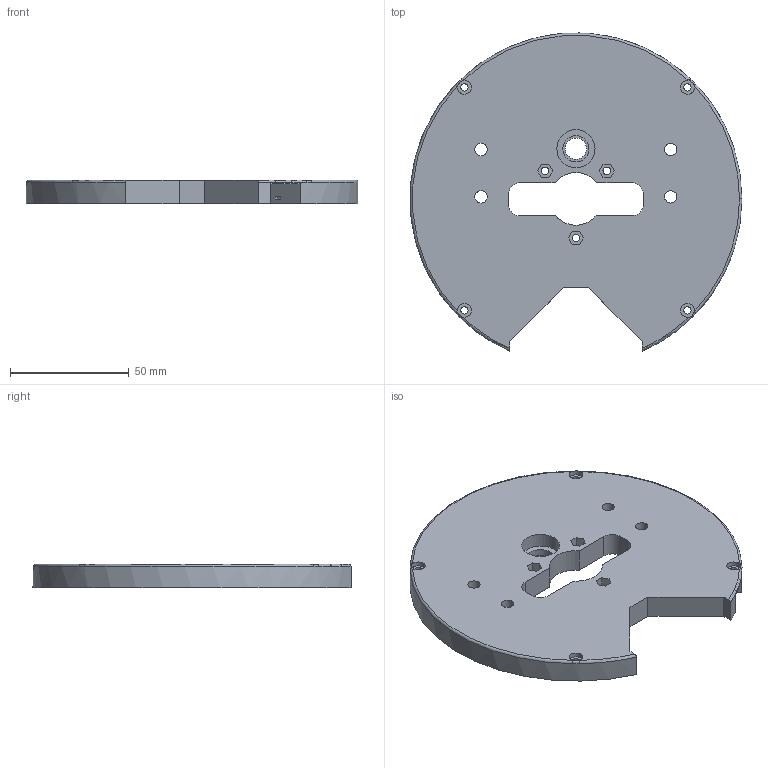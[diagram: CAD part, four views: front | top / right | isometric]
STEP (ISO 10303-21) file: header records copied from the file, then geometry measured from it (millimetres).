
FILE_DESCRIPTION(('FreeCAD Model'),'2;1');
FILE_NAME('Open CASCADE Shape Model','2022-02-10T14:47:11',('Author'),( ''),'Open CASCADE STEP processor 7.5','FreeCAD','Unknown');
FILE_SCHEMA(('AUTOMOTIVE_DESIGN { 1 0 10303 214 1 1 1 1 }'));
Length unit declared in the file: millimetre
Products named in the file (1): Z_BotPlate_withFillet
Bounding box: 139.93 x 134.14 x 10 mm (x, y, z)
Volume: 97737.8 mm3; surface area: 38418.6 mm2
Topology: 1 solids, 1 shells, 144 faces, 365 edges, 240 vertices
Faces by surface type: plane 97, cylinder 37, torus 6, bspline 4
Full cylindrical faces by diameter (mm): 2.6 x1, 3.1 x4, 3.2 x3, 5.2 x4, 5.8 x4, 9 x1, 10 x4, 11 x1, 16.1 x1
Entity records: 9397 total; most frequent: CARTESIAN_POINT 2006, DIRECTION 1354, LINE 790, VECTOR 790, ORIENTED_EDGE 730, PCURVE 730, DEFINITIONAL_REPRESENTATION 730, EDGE_CURVE 365
